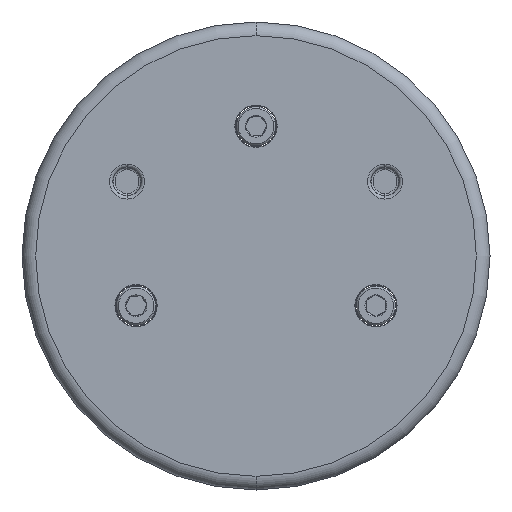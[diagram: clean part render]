
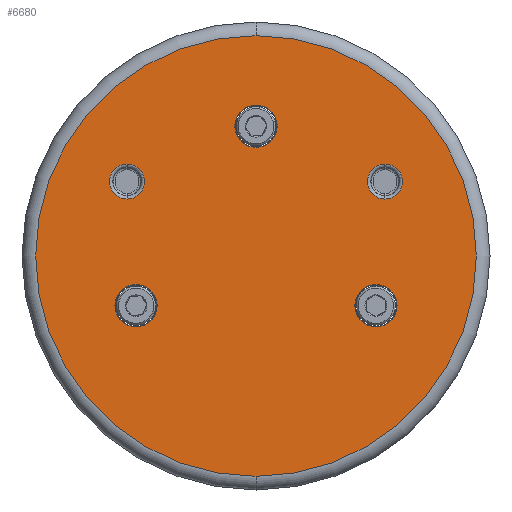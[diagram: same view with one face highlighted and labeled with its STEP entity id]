
A CAD part, front view. The second image highlights one B-rep face of the part: STEP entity #6680.
In plain terms, the highlighted face is planar.
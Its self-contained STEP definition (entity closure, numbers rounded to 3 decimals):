
#5845=CARTESIAN_POINT('',(-19.,0.,0.));
#5846=DIRECTION('',(0.,1.,0.));
#5847=DIRECTION('',(0.,0.,-1.));
#5848=AXIS2_PLACEMENT_3D('',#5845,#5846,#5847);
#5850=CARTESIAN_POINT('',(-19.,0.,0.));
#5851=DIRECTION('',(0.,1.,0.));
#5852=DIRECTION('',(0.,0.,1.));
#5853=AXIS2_PLACEMENT_3D('',#5850,#5851,#5852);
#5855=CARTESIAN_POINT('',(7.271,0.,
-17.554));
#5856=DIRECTION('',(0.,1.,0.));
#5857=DIRECTION('',(0.,0.,-1.));
#5858=AXIS2_PLACEMENT_3D('',#5855,#5856,#5857);
#5860=CARTESIAN_POINT('',(7.271,0.,
-17.554));
#5861=DIRECTION('',(0.,1.,0.));
#5862=DIRECTION('',(0.,0.,1.));
#5863=AXIS2_PLACEMENT_3D('',#5860,#5861,#5862);
#5865=CARTESIAN_POINT('',(7.271,0.,
17.554));
#5866=DIRECTION('',(0.,1.,0.));
#5867=DIRECTION('',(0.,0.,-1.));
#5868=AXIS2_PLACEMENT_3D('',#5865,#5866,#5867);
#5870=CARTESIAN_POINT('',(7.271,0.,
17.554));
#5871=DIRECTION('',(0.,1.,0.));
#5872=DIRECTION('',(0.,0.,1.));
#5873=AXIS2_PLACEMENT_3D('',#5870,#5871,#5872);
#5875=CARTESIAN_POINT('',(0.,0.,0.));
#5876=DIRECTION('',(0.,1.,0.));
#5877=DIRECTION('',(1.,0.,0.));
#5878=AXIS2_PLACEMENT_3D('',#5875,#5876,#5877);
#5880=CARTESIAN_POINT('',(0.,0.,0.));
#5881=DIRECTION('',(0.,1.,0.));
#5882=DIRECTION('',(-1.,0.,0.));
#5883=AXIS2_PLACEMENT_3D('',#5880,#5881,#5882);
#5885=CARTESIAN_POINT('',(-10.899,0.,18.88));
#5886=DIRECTION('',(0.,-1.,0.));
#5887=DIRECTION('',(-1.,0.,0.));
#5888=AXIS2_PLACEMENT_3D('',#5885,#5886,#5887);
#5890=CARTESIAN_POINT('',(-10.899,0.,18.88));
#5891=DIRECTION('',(0.,-1.,0.));
#5892=DIRECTION('',(1.,0.,0.));
#5893=AXIS2_PLACEMENT_3D('',#5890,#5891,#5892);
#5895=CARTESIAN_POINT('',(-10.899,0.,-18.88));
#5896=DIRECTION('',(0.,-1.,0.));
#5897=DIRECTION('',(-1.,0.,0.));
#5898=AXIS2_PLACEMENT_3D('',#5895,#5896,#5897);
#5900=CARTESIAN_POINT('',(-10.899,0.,-18.88));
#5901=DIRECTION('',(0.,-1.,0.));
#5902=DIRECTION('',(1.,0.,0.));
#5903=AXIS2_PLACEMENT_3D('',#5900,#5901,#5902);
#6517=CARTESIAN_POINT('',(32.25,0.,0.));
#6518=CARTESIAN_POINT('',(-32.25,0.,0.));
#6519=VERTEX_POINT('',#6517);
#6520=VERTEX_POINT('',#6518);
#6525=CARTESIAN_POINT('',(-19.,0.,-3.093));
#6526=CARTESIAN_POINT('',(-19.,0.,3.093));
#6527=VERTEX_POINT('',#6525);
#6528=VERTEX_POINT('',#6526);
#6529=CARTESIAN_POINT('',(7.271,0.,
-20.646));
#6530=CARTESIAN_POINT('',(7.271,0.,
-14.461));
#6531=VERTEX_POINT('',#6529);
#6532=VERTEX_POINT('',#6530);
#6533=CARTESIAN_POINT('',(7.271,0.,
14.461));
#6534=CARTESIAN_POINT('',(7.271,0.,
20.646));
#6535=VERTEX_POINT('',#6533);
#6536=VERTEX_POINT('',#6534);
#6553=CARTESIAN_POINT('',(-13.465,0.,18.88));
#6554=CARTESIAN_POINT('',(-8.333,0.,18.88));
#6555=VERTEX_POINT('',#6553);
#6556=VERTEX_POINT('',#6554);
#6561=CARTESIAN_POINT('',(-13.465,0.,-18.88));
#6562=CARTESIAN_POINT('',(-8.333,0.,-18.88));
#6563=VERTEX_POINT('',#6561);
#6564=VERTEX_POINT('',#6562);
#6639=CARTESIAN_POINT('',(0.,0.,0.));
#6640=DIRECTION('',(0.,1.,0.));
#6641=DIRECTION('',(1.,0.,0.));
#6642=AXIS2_PLACEMENT_3D('',#6639,#6640,#6641);
#6643=PLANE('',#6642);
#6645=ORIENTED_EDGE('',*,*,#6644,.F.);
#6647=ORIENTED_EDGE('',*,*,#6646,.F.);
#6648=EDGE_LOOP('',(#6645,#6647));
#6649=FACE_OUTER_BOUND('',#6648,.F.);
#6651=ORIENTED_EDGE('',*,*,#6650,.T.);
#6653=ORIENTED_EDGE('',*,*,#6652,.T.);
#6654=EDGE_LOOP('',(#6651,#6653));
#6655=FACE_BOUND('',#6654,.F.);
#6657=ORIENTED_EDGE('',*,*,#6656,.T.);
#6659=ORIENTED_EDGE('',*,*,#6658,.T.);
#6660=EDGE_LOOP('',(#6657,#6659));
#6661=FACE_BOUND('',#6660,.F.);
#6663=ORIENTED_EDGE('',*,*,#6662,.T.);
#6665=ORIENTED_EDGE('',*,*,#6664,.T.);
#6666=EDGE_LOOP('',(#6663,#6665));
#6667=FACE_BOUND('',#6666,.F.);
#6669=ORIENTED_EDGE('',*,*,#6668,.F.);
#6671=ORIENTED_EDGE('',*,*,#6670,.F.);
#6672=EDGE_LOOP('',(#6669,#6671));
#6673=FACE_BOUND('',#6672,.F.);
#6675=ORIENTED_EDGE('',*,*,#6674,.F.);
#6677=ORIENTED_EDGE('',*,*,#6676,.F.);
#6678=EDGE_LOOP('',(#6675,#6677));
#6679=FACE_BOUND('',#6678,.F.);
#6680=ADVANCED_FACE('',(#6649,#6655,#6661,#6667,#6673,#6679),#6643,.T.);
#5849=CIRCLE('',#5848,3.093);
#5854=CIRCLE('',#5853,3.093);
#5859=CIRCLE('',#5858,3.093);
#5864=CIRCLE('',#5863,3.093);
#5869=CIRCLE('',#5868,3.093);
#5874=CIRCLE('',#5873,3.093);
#5879=CIRCLE('',#5878,32.25);
#5884=CIRCLE('',#5883,32.25);
#5889=CIRCLE('',#5888,2.566);
#5894=CIRCLE('',#5893,2.566);
#5899=CIRCLE('',#5898,2.566);
#5904=CIRCLE('',#5903,2.566);
#6644=EDGE_CURVE('',#6519,#6520,#5879,.T.);
#6646=EDGE_CURVE('',#6520,#6519,#5884,.T.);
#6650=EDGE_CURVE('',#6531,#6532,#5859,.T.);
#6652=EDGE_CURVE('',#6532,#6531,#5864,.T.);
#6656=EDGE_CURVE('',#6535,#6536,#5869,.T.);
#6658=EDGE_CURVE('',#6536,#6535,#5874,.T.);
#6662=EDGE_CURVE('',#6527,#6528,#5849,.T.);
#6664=EDGE_CURVE('',#6528,#6527,#5854,.T.);
#6668=EDGE_CURVE('',#6555,#6556,#5889,.T.);
#6670=EDGE_CURVE('',#6556,#6555,#5894,.T.);
#6674=EDGE_CURVE('',#6563,#6564,#5899,.T.);
#6676=EDGE_CURVE('',#6564,#6563,#5904,.T.);
